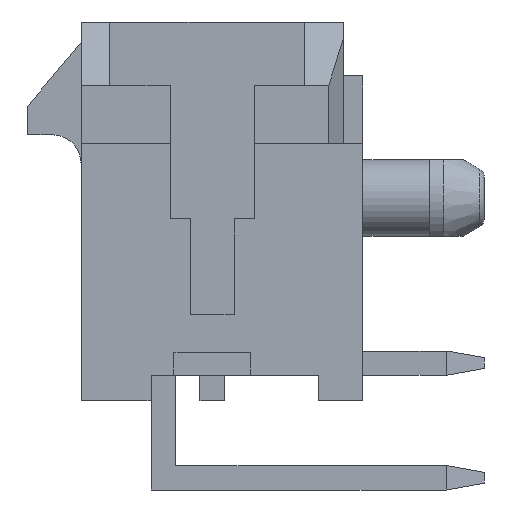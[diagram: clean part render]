
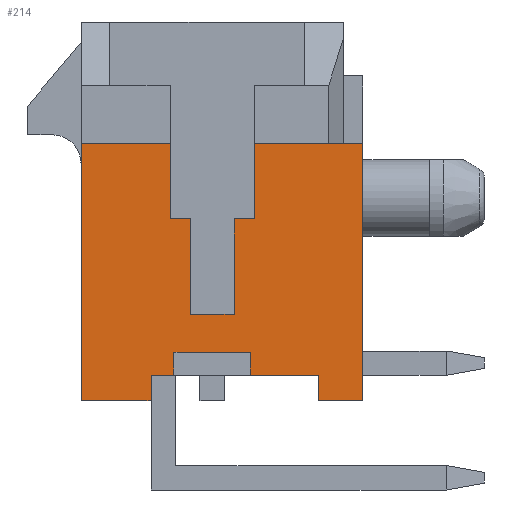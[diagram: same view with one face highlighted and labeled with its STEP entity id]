
A CAD part, left-side view. The second image highlights one B-rep face of the part: STEP entity #214.
In plain terms, the highlighted planar face has unit normal (-1, 0, 0).
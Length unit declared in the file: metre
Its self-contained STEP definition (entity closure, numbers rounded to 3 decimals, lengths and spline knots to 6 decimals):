
#214 = ADVANCED_FACE( '', ( #580 ), #581, .T. );
#580 = FACE_OUTER_BOUND( '', #971, .T. );
#581 = PLANE( '', #972 );
#971 = EDGE_LOOP( '', ( #2377, #2378, #2379, #2380, #2381, #2382, #2383, #2384, #2385, #2386, #2387, #2388, #2389, #2390, #2391, #2392, #2393, #2394, #2395, #2396 ) );
#972 = AXIS2_PLACEMENT_3D( '', #2397, #2398, #2399 );
#2377 = ORIENTED_EDGE( '', *, *, #3056, .F. );
#2378 = ORIENTED_EDGE( '', *, *, #3062, .T. );
#2379 = ORIENTED_EDGE( '', *, *, #2967, .T. );
#2380 = ORIENTED_EDGE( '', *, *, #3106, .F. );
#2381 = ORIENTED_EDGE( '', *, *, #2612, .T. );
#2382 = ORIENTED_EDGE( '', *, *, #2675, .T. );
#2383 = ORIENTED_EDGE( '', *, *, #2951, .T. );
#2384 = ORIENTED_EDGE( '', *, *, #2971, .T. );
#2385 = ORIENTED_EDGE( '', *, *, #2902, .T. );
#2386 = ORIENTED_EDGE( '', *, *, #3017, .T. );
#2387 = ORIENTED_EDGE( '', *, *, #2659, .F. );
#2388 = ORIENTED_EDGE( '', *, *, #2942, .F. );
#2389 = ORIENTED_EDGE( '', *, *, #3104, .F. );
#2390 = ORIENTED_EDGE( '', *, *, #3067, .T. );
#2391 = ORIENTED_EDGE( '', *, *, #3043, .T. );
#2392 = ORIENTED_EDGE( '', *, *, #2854, .F. );
#2393 = ORIENTED_EDGE( '', *, *, #3107, .T. );
#2394 = ORIENTED_EDGE( '', *, *, #2796, .T. );
#2395 = ORIENTED_EDGE( '', *, *, #2798, .T. );
#2396 = ORIENTED_EDGE( '', *, *, #2851, .F. );
#2397 = CARTESIAN_POINT( '', ( -0.003575, 0.00343, -0.004955 ) );
#2398 = DIRECTION( '', ( -1., 0., 0. ) );
#2399 = DIRECTION( '', ( 0., 0., 1. ) );
#2612 = EDGE_CURVE( '', #3122, #3120, #3123, .T. );
#2659 = EDGE_CURVE( '', #3211, #3214, #3215, .T. );
#2675 = EDGE_CURVE( '', #3120, #3241, #3243, .T. );
#2796 = EDGE_CURVE( '', #3468, #3466, #3469, .T. );
#2798 = EDGE_CURVE( '', #3466, #3471, #3472, .T. );
#2851 = EDGE_CURVE( '', #3562, #3471, #3564, .T. );
#2854 = EDGE_CURVE( '', #3567, #3569, #3570, .T. );
#2902 = EDGE_CURVE( '', #3643, #3641, #3644, .T. );
#2942 = EDGE_CURVE( '', #3705, #3211, #3707, .T. );
#2951 = EDGE_CURVE( '', #3241, #3718, #3719, .T. );
#2967 = EDGE_CURVE( '', #3743, #3741, #3744, .T. );
#2971 = EDGE_CURVE( '', #3718, #3643, #3749, .T. );
#3017 = EDGE_CURVE( '', #3641, #3214, #3820, .T. );
#3043 = EDGE_CURVE( '', #3855, #3569, #3856, .T. );
#3056 = EDGE_CURVE( '', #3869, #3562, #3872, .T. );
#3062 = EDGE_CURVE( '', #3869, #3743, #3880, .T. );
#3067 = EDGE_CURVE( '', #3885, #3855, #3886, .T. );
#3104 = EDGE_CURVE( '', #3885, #3705, #3932, .T. );
#3106 = EDGE_CURVE( '', #3122, #3741, #3934, .T. );
#3107 = EDGE_CURVE( '', #3567, #3468, #3935, .T. );
#3120 = VERTEX_POINT( '', #3951 );
#3122 = VERTEX_POINT( '', #3954 );
#3123 = LINE( '', #3955, #3956 );
#3211 = VERTEX_POINT( '', #4084 );
#3214 = VERTEX_POINT( '', #4088 );
#3215 = LINE( '', #4089, #4090 );
#3241 = VERTEX_POINT( '', #4130 );
#3243 = LINE( '', #4133, #4134 );
#3466 = VERTEX_POINT( '', #4477 );
#3468 = VERTEX_POINT( '', #4480 );
#3469 = LINE( '', #4481, #4482 );
#3471 = VERTEX_POINT( '', #4485 );
#3472 = LINE( '', #4486, #4487 );
#3562 = VERTEX_POINT( '', #4628 );
#3564 = LINE( '', #4631, #4632 );
#3567 = VERTEX_POINT( '', #4636 );
#3569 = VERTEX_POINT( '', #4639 );
#3570 = LINE( '', #4640, #4641 );
#3641 = VERTEX_POINT( '', #4758 );
#3643 = VERTEX_POINT( '', #4761 );
#3644 = LINE( '', #4762, #4763 );
#3705 = VERTEX_POINT( '', #4862 );
#3707 = LINE( '', #4865, #4866 );
#3718 = VERTEX_POINT( '', #4885 );
#3719 = LINE( '', #4886, #4887 );
#3741 = VERTEX_POINT( '', #4923 );
#3743 = VERTEX_POINT( '', #4926 );
#3744 = LINE( '', #4927, #4928 );
#3749 = LINE( '', #4936, #4937 );
#3820 = LINE( '', #5074, #5075 );
#3855 = VERTEX_POINT( '', #5135 );
#3856 = LINE( '', #5136, #5137 );
#3869 = VERTEX_POINT( '', #5160 );
#3872 = LINE( '', #5164, #5165 );
#3880 = LINE( '', #5178, #5179 );
#3885 = VERTEX_POINT( '', #5188 );
#3886 = LINE( '', #5189, #5190 );
#3932 = LINE( '', #5272, #5273 );
#3934 = LINE( '', #5276, #5277 );
#3935 = LINE( '', #5278, #5279 );
#3951 = CARTESIAN_POINT( '', ( -0.003575, -0.0011, -0.000195 ) );
#3954 = CARTESIAN_POINT( '', ( -0.003575, -0.0011, 0.001785 ) );
#3955 = CARTESIAN_POINT( '', ( -0.003575, -0.0011, 0.001785 ) );
#3956 = VECTOR( '', #5297, 1. );
#4084 = CARTESIAN_POINT( '', ( -0.003575, 0.0011, 0.001785 ) );
#4088 = CARTESIAN_POINT( '', ( -0.003575, 0.0011, -0.000195 ) );
#4089 = CARTESIAN_POINT( '', ( -0.003575, 0.0011, 0.001785 ) );
#4090 = VECTOR( '', #5354, 1. );
#4130 = CARTESIAN_POINT( '', ( -0.003575, -0.000575, -0.000195 ) );
#4133 = CARTESIAN_POINT( '', ( -0.003575, -0.0011, -0.000195 ) );
#4134 = VECTOR( '', #5366, 1. );
#4477 = CARTESIAN_POINT( '', ( -0.003575, -0.001, -0.003685 ) );
#4480 = CARTESIAN_POINT( '', ( -0.003575, 0.001, -0.003685 ) );
#4481 = CARTESIAN_POINT( '', ( -0.003575, 0.001, -0.003685 ) );
#4482 = VECTOR( '', #5502, 1. );
#4485 = CARTESIAN_POINT( '', ( -0.003575, -0.001, -0.004285 ) );
#4486 = CARTESIAN_POINT( '', ( -0.003575, -0.001, -0.003685 ) );
#4487 = VECTOR( '', #5504, 1. );
#4628 = CARTESIAN_POINT( '', ( -0.003575, -0.00278, -0.004285 ) );
#4631 = CARTESIAN_POINT( '', ( -0.003575, -0.00278, -0.004285 ) );
#4632 = VECTOR( '', #5555, 1. );
#4636 = CARTESIAN_POINT( '', ( -0.003575, 0.001, -0.004285 ) );
#4639 = CARTESIAN_POINT( '', ( -0.003575, 0.0016, -0.004285 ) );
#4640 = CARTESIAN_POINT( '', ( -0.003575, 0.001, -0.004285 ) );
#4641 = VECTOR( '', #5558, 1. );
#4758 = CARTESIAN_POINT( '', ( -0.003575, 0.000575, -0.000195 ) );
#4761 = CARTESIAN_POINT( '', ( -0.003575, 0.000575, -0.002695 ) );
#4762 = CARTESIAN_POINT( '', ( -0.003575, 0.000575, -0.002695 ) );
#4763 = VECTOR( '', #5606, 1. );
#4862 = CARTESIAN_POINT( '', ( -0.003575, 0.00343, 0.001785 ) );
#4865 = CARTESIAN_POINT( '', ( -0.003575, 0.00343, 0.001785 ) );
#4866 = VECTOR( '', #5646, 1. );
#4885 = CARTESIAN_POINT( '', ( -0.003575, -0.000575, -0.002695 ) );
#4886 = CARTESIAN_POINT( '', ( -0.003575, -0.000575, -0.000195 ) );
#4887 = VECTOR( '', #5655, 1. );
#4923 = CARTESIAN_POINT( '', ( -0.003575, -0.00394, 0.001785 ) );
#4926 = CARTESIAN_POINT( '', ( -0.003575, -0.00394, -0.004955 ) );
#4927 = CARTESIAN_POINT( '', ( -0.003575, -0.00394, -0.004955 ) );
#4928 = VECTOR( '', #5671, 1. );
#4936 = CARTESIAN_POINT( '', ( -0.003575, -0.000575, -0.002695 ) );
#4937 = VECTOR( '', #5675, 1. );
#5074 = CARTESIAN_POINT( '', ( -0.003575, 0.000575, -0.000195 ) );
#5075 = VECTOR( '', #5730, 1. );
#5135 = CARTESIAN_POINT( '', ( -0.003575, 0.0016, -0.004955 ) );
#5136 = CARTESIAN_POINT( '', ( -0.003575, 0.0016, -0.004955 ) );
#5137 = VECTOR( '', #5756, 1. );
#5160 = CARTESIAN_POINT( '', ( -0.003575, -0.00278, -0.004955 ) );
#5164 = CARTESIAN_POINT( '', ( -0.003575, -0.00278, -0.004955 ) );
#5165 = VECTOR( '', #5770, 1. );
#5178 = CARTESIAN_POINT( '', ( -0.003575, -0.00278, -0.004955 ) );
#5179 = VECTOR( '', #5776, 1. );
#5188 = CARTESIAN_POINT( '', ( -0.003575, 0.00343, -0.004955 ) );
#5189 = CARTESIAN_POINT( '', ( -0.003575, 0.00343, -0.004955 ) );
#5190 = VECTOR( '', #5781, 1. );
#5272 = CARTESIAN_POINT( '', ( -0.003575, 0.00343, -0.004955 ) );
#5273 = VECTOR( '', #5818, 1. );
#5276 = CARTESIAN_POINT( '', ( -0.003575, -0.0011, 0.001785 ) );
#5277 = VECTOR( '', #5820, 1. );
#5278 = CARTESIAN_POINT( '', ( -0.003575, 0.001, -0.004285 ) );
#5279 = VECTOR( '', #5821, 1. );
#5297 = DIRECTION( '', ( 0., 0., -1. ) );
#5354 = DIRECTION( '', ( 0., 0., -1. ) );
#5366 = DIRECTION( '', ( 0., 1., 0. ) );
#5502 = DIRECTION( '', ( 0., -1., 0. ) );
#5504 = DIRECTION( '', ( 0., 0., -1. ) );
#5555 = DIRECTION( '', ( 0., 1., 0. ) );
#5558 = DIRECTION( '', ( 0., 1., 0. ) );
#5606 = DIRECTION( '', ( 0., 0., 1. ) );
#5646 = DIRECTION( '', ( 0., -1., 0. ) );
#5655 = DIRECTION( '', ( 0., 0., -1. ) );
#5671 = DIRECTION( '', ( 0., 0., 1. ) );
#5675 = DIRECTION( '', ( 0., 1., 0. ) );
#5730 = DIRECTION( '', ( 0., 1., 0. ) );
#5756 = DIRECTION( '', ( 0., 0., 1. ) );
#5770 = DIRECTION( '', ( 0., 0., 1. ) );
#5776 = DIRECTION( '', ( 0., -1., 0. ) );
#5781 = DIRECTION( '', ( 0., -1., 0. ) );
#5818 = DIRECTION( '', ( 0., 0., 1. ) );
#5820 = DIRECTION( '', ( 0., -1., 0. ) );
#5821 = DIRECTION( '', ( 0., 0., 1. ) );
